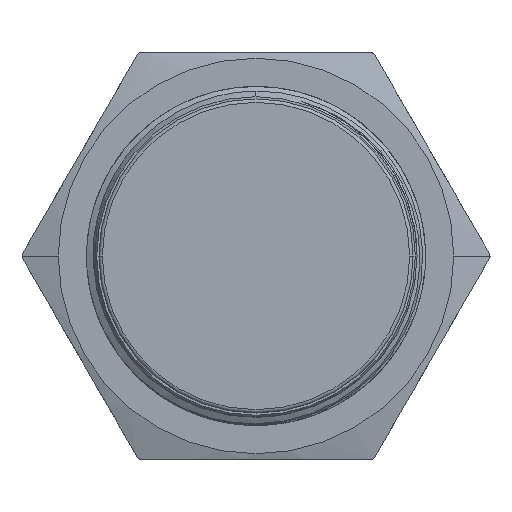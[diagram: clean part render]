
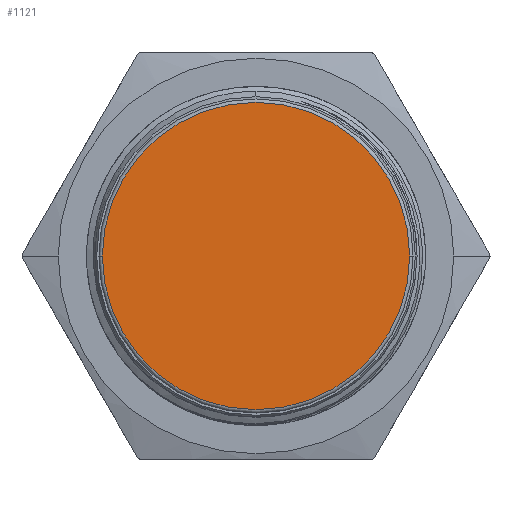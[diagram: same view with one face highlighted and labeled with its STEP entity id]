
A CAD part, front view. The second image highlights one B-rep face of the part: STEP entity #1121.
In plain terms, the highlighted planar face has unit normal (0, -1, 0).
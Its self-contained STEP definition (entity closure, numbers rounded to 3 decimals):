
#293=PLANE('',#16536);
#1121=ADVANCED_FACE('',(#2009),#293,.F.);
#2009=FACE_OUTER_BOUND('',#2875,.T.);
#2875=EDGE_LOOP('',(#5952,#5953));
#3760=CIRCLE('',#16533,13.6);
#3761=CIRCLE('',#16535,13.6);
#5952=ORIENTED_EDGE('',*,*,#12774,.T.);
#5953=ORIENTED_EDGE('',*,*,#12773,.T.);
#11070=VERTEX_POINT('',#21632);
#11071=VERTEX_POINT('',#21634);
#12773=EDGE_CURVE('',#11070,#11071,#3760,.T.);
#12774=EDGE_CURVE('',#11071,#11070,#3761,.T.);
#16533=AXIS2_PLACEMENT_3D('',#21635,#17936,#17937);
#16535=AXIS2_PLACEMENT_3D('',#21637,#17940,#17941);
#16536=AXIS2_PLACEMENT_3D('',#21638,#17942,#17943);
#17936=DIRECTION('',(0.,-1.,0.));
#17937=DIRECTION('',(1.,0.,0.));
#17940=DIRECTION('',(0.,-1.,0.));
#17941=DIRECTION('',(-1.,0.,0.));
#17942=DIRECTION('',(0.,1.,0.));
#17943=DIRECTION('',(1.,0.,0.));
#21632=CARTESIAN_POINT('',(13.6,-20.,0.));
#21634=CARTESIAN_POINT('',(-13.6,-20.,0.));
#21635=CARTESIAN_POINT('',(0.,-20.,0.));
#21637=CARTESIAN_POINT('',(0.,-20.,0.));
#21638=CARTESIAN_POINT('',(0.,-20.,0.));
